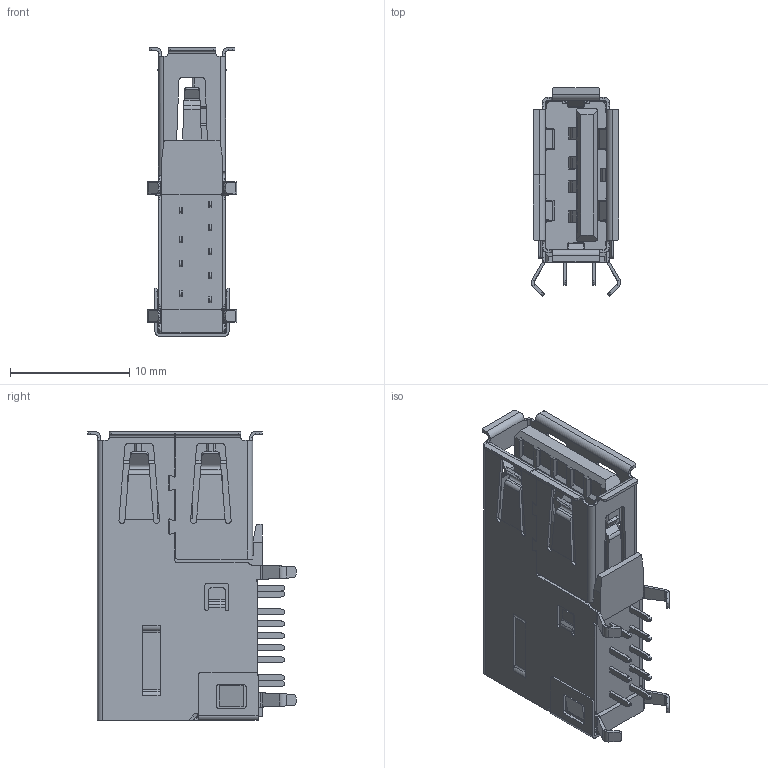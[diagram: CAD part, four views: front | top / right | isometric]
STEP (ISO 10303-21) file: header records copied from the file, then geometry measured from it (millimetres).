
FILE_DESCRIPTION((''),'2;1');
FILE_NAME('GSB4116341HR','2022-07-13T14:57:16',('Andy.Chen'),(''),'CREO PARAMETRIC BY PTC INC, 2019344','CREO PARAMETRIC BY PTC INC, 2019344','');
FILE_SCHEMA(('CONFIG_CONTROL_DESIGN'));
Length unit declared in the file: millimetre
Products named in the file (1): GSB4116341HR
Bounding box: 7.5 x 17.44 x 24.2 mm (x, y, z)
Volume: 1128.5 mm3; surface area: 2910.1 mm2
Topology: 1 solids, 6 shells, 1348 faces, 3670 edges, 2359 vertices
Faces by surface type: plane 960, cylinder 344, bspline 36, cone 8
Entity records: 43351 total; most frequent: CARTESIAN_POINT 9261, ORIENTED_EDGE 7324, DIRECTION 6677, EDGE_CURVE 3670, VECTOR 2891, LINE 2891, VERTEX_POINT 2359, AXIS2_PLACEMENT_3D 1893
